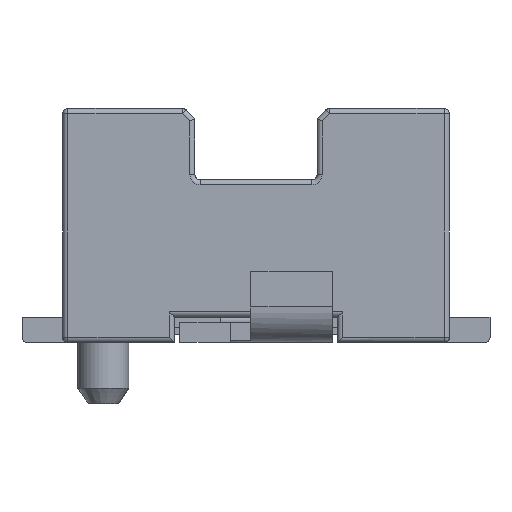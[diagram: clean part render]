
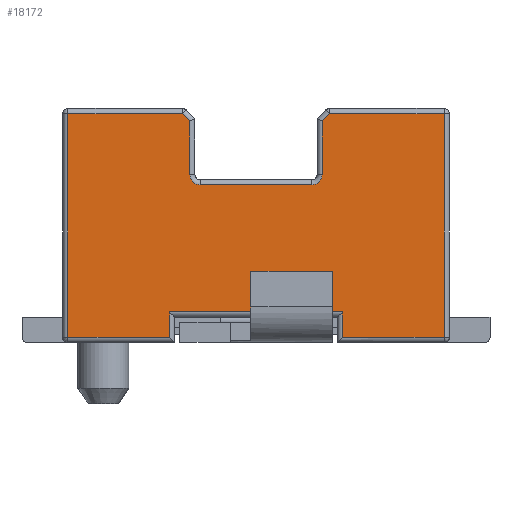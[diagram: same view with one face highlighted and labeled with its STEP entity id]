
A CAD part, front view. The second image highlights one B-rep face of the part: STEP entity #18172.
In plain terms, the highlighted planar face has unit normal (0, -1, 0).
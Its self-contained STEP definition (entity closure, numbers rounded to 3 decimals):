
#420=PLANE('',#19197);
#1120=LINE('',#25813,#3358);
#1124=LINE('',#25822,#3362);
#1127=LINE('',#25833,#3365);
#1131=LINE('',#25841,#3369);
#1133=LINE('',#25847,#3371);
#1134=LINE('',#25849,#3372);
#1135=LINE('',#25851,#3373);
#1136=LINE('',#25853,#3374);
#1137=LINE('',#25855,#3375);
#1138=LINE('',#25857,#3376);
#1139=LINE('',#25859,#3377);
#1140=LINE('',#25861,#3378);
#1141=LINE('',#25863,#3379);
#1142=LINE('',#25864,#3380);
#3358=VECTOR('',#20660,10.);
#3362=VECTOR('',#20670,10.);
#3365=VECTOR('',#20681,10.);
#3369=VECTOR('',#20689,10.);
#3371=VECTOR('',#20695,10.);
#3372=VECTOR('',#20696,10.);
#3373=VECTOR('',#20697,10.);
#3374=VECTOR('',#20698,10.);
#3375=VECTOR('',#20699,10.);
#3376=VECTOR('',#20700,10.);
#3377=VECTOR('',#20701,10.);
#3378=VECTOR('',#20702,10.);
#3379=VECTOR('',#20703,10.);
#3380=VECTOR('',#20704,10.);
#6060=FACE_OUTER_BOUND('',#7058,.T.);
#7058=EDGE_LOOP('',(#12799,#12800,#12801,#12802,#12803,#12804,#12805,#12806,
#12807,#12808,#12809,#12810,#12811,#12812,#12813,#12814));
#8063=CIRCLE('',#19176,0.1);
#8067=CIRCLE('',#19181,0.1);
#8347=VERTEX_POINT('',#25791);
#8348=VERTEX_POINT('',#25792);
#8351=VERTEX_POINT('',#25800);
#8352=VERTEX_POINT('',#25801);
#8355=VERTEX_POINT('',#25809);
#8362=VERTEX_POINT('',#25831);
#8364=VERTEX_POINT('',#25840);
#8366=VERTEX_POINT('',#25846);
#8367=VERTEX_POINT('',#25848);
#8368=VERTEX_POINT('',#25850);
#8369=VERTEX_POINT('',#25852);
#8370=VERTEX_POINT('',#25854);
#8371=VERTEX_POINT('',#25856);
#8372=VERTEX_POINT('',#25858);
#8373=VERTEX_POINT('',#25860);
#8374=VERTEX_POINT('',#25862);
#10065=EDGE_CURVE('',#8347,#8348,#8063,.T.);
#10069=EDGE_CURVE('',#8351,#8352,#8067,.T.);
#10075=EDGE_CURVE('',#8352,#8355,#1120,.T.);
#10080=EDGE_CURVE('',#8348,#8351,#1124,.T.);
#10085=EDGE_CURVE('',#8362,#8347,#1127,.T.);
#10089=EDGE_CURVE('',#8355,#8364,#1131,.T.);
#10092=EDGE_CURVE('',#8366,#8362,#1133,.T.);
#10093=EDGE_CURVE('',#8367,#8366,#1134,.T.);
#10094=EDGE_CURVE('',#8368,#8367,#1135,.T.);
#10095=EDGE_CURVE('',#8369,#8368,#1136,.T.);
#10096=EDGE_CURVE('',#8370,#8369,#1137,.T.);
#10097=EDGE_CURVE('',#8371,#8370,#1138,.T.);
#10098=EDGE_CURVE('',#8372,#8371,#1139,.T.);
#10099=EDGE_CURVE('',#8373,#8372,#1140,.T.);
#10100=EDGE_CURVE('',#8374,#8373,#1141,.T.);
#10101=EDGE_CURVE('',#8364,#8374,#1142,.T.);
#12799=ORIENTED_EDGE('',*,*,#10075,.F.);
#12800=ORIENTED_EDGE('',*,*,#10069,.F.);
#12801=ORIENTED_EDGE('',*,*,#10080,.F.);
#12802=ORIENTED_EDGE('',*,*,#10065,.F.);
#12803=ORIENTED_EDGE('',*,*,#10085,.F.);
#12804=ORIENTED_EDGE('',*,*,#10092,.F.);
#12805=ORIENTED_EDGE('',*,*,#10093,.F.);
#12806=ORIENTED_EDGE('',*,*,#10094,.F.);
#12807=ORIENTED_EDGE('',*,*,#10095,.F.);
#12808=ORIENTED_EDGE('',*,*,#10096,.F.);
#12809=ORIENTED_EDGE('',*,*,#10097,.F.);
#12810=ORIENTED_EDGE('',*,*,#10098,.F.);
#12811=ORIENTED_EDGE('',*,*,#10099,.F.);
#12812=ORIENTED_EDGE('',*,*,#10100,.F.);
#12813=ORIENTED_EDGE('',*,*,#10101,.F.);
#12814=ORIENTED_EDGE('',*,*,#10089,.F.);
#18172=ADVANCED_FACE('',(#6060),#420,.T.);
#19176=AXIS2_PLACEMENT_3D('',#25793,#20637,#20638);
#19181=AXIS2_PLACEMENT_3D('',#25802,#20647,#20648);
#19197=AXIS2_PLACEMENT_3D('',#25845,#20693,#20694);
#20637=DIRECTION('center_axis',(0.,-1.,0.));
#20638=DIRECTION('ref_axis',(-0.707,0.,-0.707));
#20647=DIRECTION('center_axis',(0.,-1.,0.));
#20648=DIRECTION('ref_axis',(0.707,0.,-0.707));
#20660=DIRECTION('',(0.,0.,1.));
#20670=DIRECTION('',(1.,0.,0.));
#20681=DIRECTION('',(0.,0.,-1.));
#20689=DIRECTION('',(0.707,0.,0.707));
#20693=DIRECTION('center_axis',(0.,-1.,0.));
#20694=DIRECTION('ref_axis',(-1.,0.,0.));
#20695=DIRECTION('',(0.707,0.,-0.707));
#20696=DIRECTION('',(1.,0.,0.));
#20697=DIRECTION('',(0.,0.,1.));
#20698=DIRECTION('',(-1.,0.,0.));
#20699=DIRECTION('',(0.,0.,-1.));
#20700=DIRECTION('',(-1.,0.,0.));
#20701=DIRECTION('',(0.,0.,1.));
#20702=DIRECTION('',(-1.,0.,0.));
#20703=DIRECTION('',(0.,0.,-1.));
#20704=DIRECTION('',(1.,0.,0.));
#25791=CARTESIAN_POINT('',(-0.65,-2.85,1.65));
#25792=CARTESIAN_POINT('',(-0.55,-2.85,1.55));
#25793=CARTESIAN_POINT('Origin',(-0.55,-2.85,1.65));
#25800=CARTESIAN_POINT('',(0.55,-2.85,1.55));
#25801=CARTESIAN_POINT('',(0.65,-2.85,1.65));
#25802=CARTESIAN_POINT('Origin',(0.55,-2.85,1.65));
#25809=CARTESIAN_POINT('',(0.65,-2.85,2.179));
#25813=CARTESIAN_POINT('',(0.65,-2.85,-0.115));
#25822=CARTESIAN_POINT('',(0.95,-2.85,1.55));
#25831=CARTESIAN_POINT('',(-0.65,-2.85,2.179));
#25833=CARTESIAN_POINT('',(-0.65,-2.85,-0.115));
#25840=CARTESIAN_POINT('',(0.721,-2.85,2.25));
#25841=CARTESIAN_POINT('',(0.435,-2.85,1.965));
#25845=CARTESIAN_POINT('Origin',(1.9,-2.85,0.));
#25846=CARTESIAN_POINT('',(-0.721,-2.85,2.25));
#25847=CARTESIAN_POINT('',(0.515,-2.85,1.015));
#25848=CARTESIAN_POINT('',(-1.85,-2.85,2.25));
#25849=CARTESIAN_POINT('',(1.756,-2.85,2.25));
#25850=CARTESIAN_POINT('',(-1.85,-2.85,0.05));
#25851=CARTESIAN_POINT('',(-1.85,-2.85,0.));
#25852=CARTESIAN_POINT('',(-0.85,-2.85,0.05));
#25853=CARTESIAN_POINT('',(0.95,-2.85,0.05));
#25854=CARTESIAN_POINT('',(-0.85,-2.85,0.3));
#25855=CARTESIAN_POINT('',(-0.85,-2.85,0.));
#25856=CARTESIAN_POINT('',(0.85,-2.85,0.3));
#25857=CARTESIAN_POINT('',(0.95,-2.85,0.3));
#25858=CARTESIAN_POINT('',(0.85,-2.85,0.05));
#25859=CARTESIAN_POINT('',(0.85,-2.85,0.));
#25860=CARTESIAN_POINT('',(1.85,-2.85,0.05));
#25861=CARTESIAN_POINT('',(0.95,-2.85,0.05));
#25862=CARTESIAN_POINT('',(1.85,-2.85,2.25));
#25863=CARTESIAN_POINT('',(1.85,-2.85,0.15));
#25864=CARTESIAN_POINT('',(1.756,-2.85,2.25));
